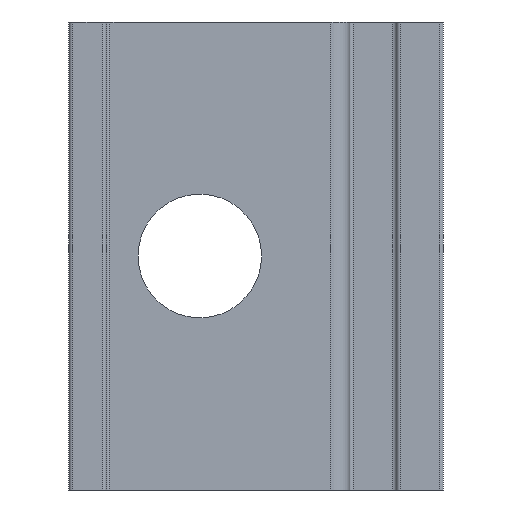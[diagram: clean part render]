
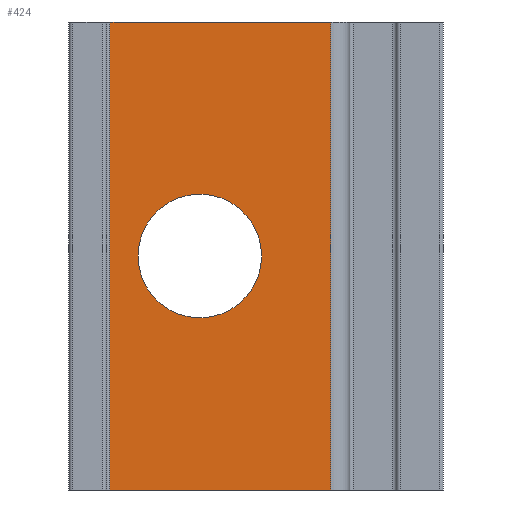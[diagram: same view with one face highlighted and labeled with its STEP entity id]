
A CAD part, front view. The second image highlights one B-rep face of the part: STEP entity #424.
In plain terms, the highlighted planar face has unit normal (0, -1, 0).
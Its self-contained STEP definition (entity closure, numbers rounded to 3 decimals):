
#15=LINE('',#646,#52);
#17=LINE('',#652,#54);
#18=LINE('',#654,#55);
#19=LINE('',#655,#56);
#52=VECTOR('',#514,25.);
#54=VECTOR('',#520,11.8);
#55=VECTOR('',#521,25.);
#56=VECTOR('',#522,11.8);
#104=FACE_BOUND('',#138,.T.);
#110=FACE_OUTER_BOUND('',#137,.T.);
#137=EDGE_LOOP('',(#296,#297,#298,#299));
#138=EDGE_LOOP('',(#300));
#162=CIRCLE('',#452,3.3);
#186=VERTEX_POINT('',#639);
#188=VERTEX_POINT('',#643);
#189=VERTEX_POINT('',#645);
#191=VERTEX_POINT('',#651);
#192=VERTEX_POINT('',#653);
#228=EDGE_CURVE('',#186,#186,#162,.T.);
#230=EDGE_CURVE('',#188,#189,#15,.T.);
#233=EDGE_CURVE('',#188,#191,#17,.T.);
#234=EDGE_CURVE('',#192,#191,#18,.T.);
#235=EDGE_CURVE('',#192,#189,#19,.T.);
#296=ORIENTED_EDGE('',*,*,#230,.F.);
#297=ORIENTED_EDGE('',*,*,#233,.T.);
#298=ORIENTED_EDGE('',*,*,#234,.F.);
#299=ORIENTED_EDGE('',*,*,#235,.T.);
#300=ORIENTED_EDGE('',*,*,#228,.T.);
#409=PLANE('',#456);
#424=ADVANCED_FACE('',(#110,#104),#409,.T.);
#452=AXIS2_PLACEMENT_3D('',#640,#508,#509);
#456=AXIS2_PLACEMENT_3D('',#650,#518,#519);
#508=DIRECTION('center_axis',(0.,1.,0.));
#509=DIRECTION('ref_axis',(1.,0.,0.));
#514=DIRECTION('',(0.,0.,-1.));
#518=DIRECTION('center_axis',(0.,-1.,0.));
#519=DIRECTION('ref_axis',(0.,0.,-1.));
#520=DIRECTION('',(-1.,0.,0.));
#521=DIRECTION('',(0.,0.,1.));
#522=DIRECTION('',(1.,0.,0.));
#639=CARTESIAN_POINT('',(-111.284,43.141,12.5));
#640=CARTESIAN_POINT('Origin',(-107.984,43.141,12.5));
#643=CARTESIAN_POINT('',(-100.984,43.141,25.));
#645=CARTESIAN_POINT('',(-100.984,43.141,0.));
#646=CARTESIAN_POINT('',(-100.984,43.141,0.));
#650=CARTESIAN_POINT('Origin',(-99.984,43.141,0.));
#651=CARTESIAN_POINT('',(-112.784,43.141,25.));
#652=CARTESIAN_POINT('',(-112.984,43.141,25.));
#653=CARTESIAN_POINT('',(-112.784,43.141,0.));
#654=CARTESIAN_POINT('',(-112.784,43.141,0.));
#655=CARTESIAN_POINT('',(-112.984,43.141,0.));
